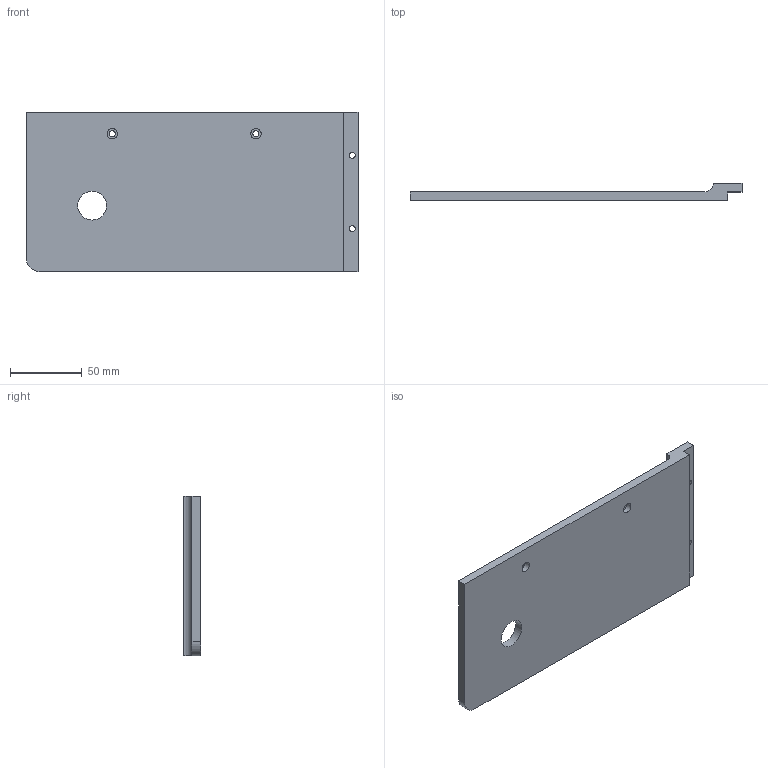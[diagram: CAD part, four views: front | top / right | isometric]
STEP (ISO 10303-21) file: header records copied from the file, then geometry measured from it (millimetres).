
FILE_DESCRIPTION(/* description */ (''),/* implementation_level */ '2;1');
FILE_NAME(/* name */ '底板_C.stp',/* time_stamp */ '2024-06-10T00:02:35+08:00',/* author */ ('Nitrene.P.L'),/* organization */ (''),/* preprocessor_version */ 'ST-DEVELOPER v19',/* originating_system */ 'Autodesk Inventor 2023',/* authorisation */ '');
FILE_SCHEMA (('AUTOMOTIVE_DESIGN { 1 0 10303 214 3 1 1 }'));
Length unit declared in the file: millimetre
Products named in the file (1): 底板_C
Bounding box: 231 x 12 x 111 mm (x, y, z)
Volume: 158781 mm3; surface area: 56523.3 mm2
Topology: 1 solids, 1 shells, 20 faces, 48 edges, 32 vertices
Faces by surface type: plane 11, cylinder 9
Full cylindrical faces by diameter (mm): 4.2 x4, 7.2 x2, 20.1 x1
Entity records: 653 total; most frequent: DIRECTION 108, CARTESIAN_POINT 101, ORIENTED_EDGE 96, EDGE_CURVE 48, AXIS2_PLACEMENT_3D 39, EDGE_LOOP 32, VERTEX_POINT 32, LINE 30
